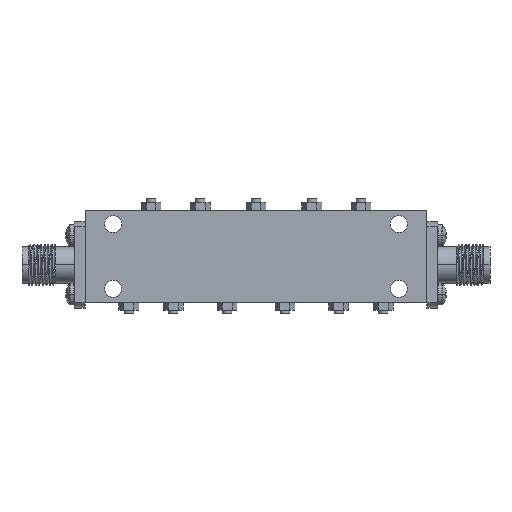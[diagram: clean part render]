
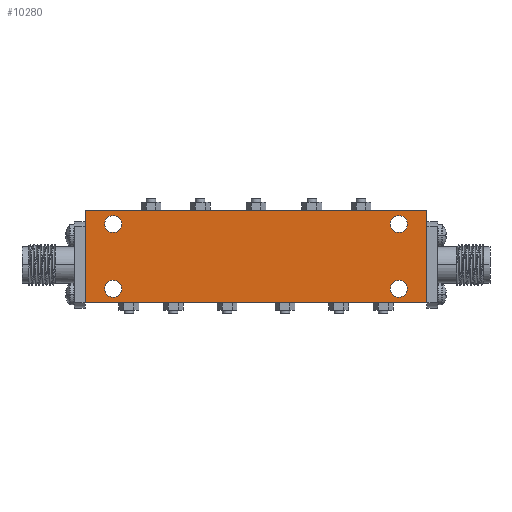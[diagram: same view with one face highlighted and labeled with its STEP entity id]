
A CAD part, front view. The second image highlights one B-rep face of the part: STEP entity #10280.
In plain terms, the highlighted planar face has unit normal (0, -1, 0).
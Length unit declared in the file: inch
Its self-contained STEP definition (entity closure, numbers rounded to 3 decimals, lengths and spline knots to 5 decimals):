
#119 = EDGE_CURVE ( 'NONE', #2406, #3195, #1959, .T. ) ;
#360 = EDGE_CURVE ( 'NONE', #20150, #6797, #19776, .T. ) ;
#853 = EDGE_CURVE ( 'NONE', #12726, #22456, #9827, .T. ) ;
#990 = CIRCLE ( 'NONE', #6508, 0.04921 ) ;
#991 = AXIS2_PLACEMENT_3D ( 'NONE', #15748, #7655, #3945 ) ;
#1068 = ORIENTED_EDGE ( 'NONE', *, *, #360, .T. ) ;
#1309 = DIRECTION ( 'NONE',  ( 0., -1., 0. ) ) ;
#1477 = PLANE ( 'NONE',  #20122 ) ;
#1526 = AXIS2_PLACEMENT_3D ( 'NONE', #8037, #12057, #18404 ) ;
#1747 = AXIS2_PLACEMENT_3D ( 'NONE', #18611, #24476, #10452 ) ;
#1839 = DIRECTION ( 'NONE',  ( 1., 0., 0. ) ) ;
#1873 = CIRCLE ( 'NONE', #14005, 0.04921 ) ;
#1959 = LINE ( 'NONE', #21709, #4326 ) ;
#2406 = VERTEX_POINT ( 'NONE', #3944 ) ;
#3195 = VERTEX_POINT ( 'NONE', #21533 ) ;
#3275 = CIRCLE ( 'NONE', #23500, 0.04921 ) ;
#3305 = DIRECTION ( 'NONE',  ( 1., 0., 0. ) ) ;
#3769 = ORIENTED_EDGE ( 'NONE', *, *, #14418, .F. ) ;
#3944 = CARTESIAN_POINT ( 'NONE',  ( 0.98425, -0.1378, -0.21654 ) ) ;
#3945 = DIRECTION ( 'NONE',  ( -1., 0., 0. ) ) ;
#4176 = CARTESIAN_POINT ( 'NONE',  ( 0.87598, -0.1378, -0.1378 ) ) ;
#4326 = VECTOR ( 'NONE', #21843, 39.37008 ) ;
#4605 = CARTESIAN_POINT ( 'NONE',  ( -0.82677, -0.1378, 0.23622 ) ) ;
#5204 = VERTEX_POINT ( 'NONE', #11785 ) ;
#5286 = CARTESIAN_POINT ( 'NONE',  ( -0.87598, -0.1378, -0.1378 ) ) ;
#5607 = VERTEX_POINT ( 'NONE', #20738 ) ;
#6040 = CARTESIAN_POINT ( 'NONE',  ( 0.98425, -0.1378, 0.31496 ) ) ;
#6169 = LINE ( 'NONE', #6040, #15065 ) ;
#6508 = AXIS2_PLACEMENT_3D ( 'NONE', #15771, #20105, #1839 ) ;
#6603 = EDGE_CURVE ( 'NONE', #22456, #12726, #990, .T. ) ;
#6790 = ORIENTED_EDGE ( 'NONE', *, *, #8338, .F. ) ;
#6797 = VERTEX_POINT ( 'NONE', #14607 ) ;
#6941 = ORIENTED_EDGE ( 'NONE', *, *, #119, .T. ) ;
#7655 = DIRECTION ( 'NONE',  ( 0., -1., 0. ) ) ;
#8037 = CARTESIAN_POINT ( 'NONE',  ( -0.82677, -0.1378, -0.1378 ) ) ;
#8201 = CIRCLE ( 'NONE', #14857, 0.04921 ) ;
#8259 = EDGE_LOOP ( 'NONE', ( #6790, #23557 ) ) ;
#8277 = AXIS2_PLACEMENT_3D ( 'NONE', #20527, #25054, #22699 ) ;
#8338 = EDGE_CURVE ( 'NONE', #10238, #5607, #1873, .T. ) ;
#8795 = EDGE_LOOP ( 'NONE', ( #9644, #13479 ) ) ;
#9058 = VERTEX_POINT ( 'NONE', #5286 ) ;
#9644 = ORIENTED_EDGE ( 'NONE', *, *, #21018, .F. ) ;
#9815 = CARTESIAN_POINT ( 'NONE',  ( -0.98425, -0.1378, 0.31496 ) ) ;
#9827 = CIRCLE ( 'NONE', #991, 0.04921 ) ;
#10081 = VECTOR ( 'NONE', #15103, 39.37008 ) ;
#10238 = VERTEX_POINT ( 'NONE', #22875 ) ;
#10280 = ADVANCED_FACE ( 'NONE', ( #17400, #25479, #15555, #25721, #11451 ), #1477, .T. ) ;
#10452 = DIRECTION ( 'NONE',  ( -1., 0., 0. ) ) ;
#10684 = CARTESIAN_POINT ( 'NONE',  ( -0.82677, -0.1378, -0.1378 ) ) ;
#11066 = VERTEX_POINT ( 'NONE', #4176 ) ;
#11161 = CARTESIAN_POINT ( 'NONE',  ( -0.98425, -0.1378, -0.21654 ) ) ;
#11247 = EDGE_LOOP ( 'NONE', ( #11774, #3769 ) ) ;
#11277 = ORIENTED_EDGE ( 'NONE', *, *, #853, .F. ) ;
#11374 = CIRCLE ( 'NONE', #1747, 0.04921 ) ;
#11451 = FACE_OUTER_BOUND ( 'NONE', #17252, .T. ) ;
#11450 = DIRECTION ( 'NONE',  ( -1., 0., 0. ) ) ;
#11774 = ORIENTED_EDGE ( 'NONE', *, *, #23501, .F. ) ;
#11785 = CARTESIAN_POINT ( 'NONE',  ( -0.77756, -0.1378, -0.1378 ) ) ;
#12004 = ORIENTED_EDGE ( 'NONE', *, *, #6603, .F. ) ;
#12057 = DIRECTION ( 'NONE',  ( 0., -1., 0. ) ) ;
#12364 = DIRECTION ( 'NONE',  ( 0., -1., 0. ) ) ;
#12598 = DIRECTION ( 'NONE',  ( 0., -1., 0. ) ) ;
#12691 = EDGE_CURVE ( 'NONE', #5607, #10238, #3275, .T. ) ;
#12726 = VERTEX_POINT ( 'NONE', #19724 ) ;
#13479 = ORIENTED_EDGE ( 'NONE', *, *, #22491, .F. ) ;
#14005 = AXIS2_PLACEMENT_3D ( 'NONE', #4605, #12598, #20631 ) ;
#14364 = VECTOR ( 'NONE', #25869, 39.37008 ) ;
#14418 = EDGE_CURVE ( 'NONE', #11066, #22329, #14512, .T. ) ;
#14512 = CIRCLE ( 'NONE', #8277, 0.04921 ) ;
#14607 = CARTESIAN_POINT ( 'NONE',  ( -0.98425, -0.1378, -0.21654 ) ) ;
#14857 = AXIS2_PLACEMENT_3D ( 'NONE', #10684, #18724, #11450 ) ;
#15065 = VECTOR ( 'NONE', #24354, 39.37008 ) ;
#15103 = DIRECTION ( 'NONE',  ( 1., 0., 0. ) ) ;
#15555 = FACE_BOUND ( 'NONE', #8259, .T. ) ;
#15748 = CARTESIAN_POINT ( 'NONE',  ( 0.82677, -0.1378, 0.23622 ) ) ;
#15771 = CARTESIAN_POINT ( 'NONE',  ( 0.82677, -0.1378, 0.23622 ) ) ;
#16642 = CIRCLE ( 'NONE', #1526, 0.04921 ) ;
#16663 = CARTESIAN_POINT ( 'NONE',  ( -0.98425, -0.1378, 0.31496 ) ) ;
#16844 = CARTESIAN_POINT ( 'NONE',  ( 0., -0.1378, 0. ) ) ;
#16901 = EDGE_CURVE ( 'NONE', #6797, #2406, #17099, .T. ) ;
#17006 = ORIENTED_EDGE ( 'NONE', *, *, #18395, .T. ) ;
#17099 = LINE ( 'NONE', #11161, #10081 ) ;
#17252 = EDGE_LOOP ( 'NONE', ( #6941, #17006, #1068, #20863 ) ) ;
#17364 = CARTESIAN_POINT ( 'NONE',  ( 0.87598, -0.1378, 0.23622 ) ) ;
#17400 = FACE_BOUND ( 'NONE', #11247, .T. ) ;
#18395 = EDGE_CURVE ( 'NONE', #3195, #20150, #6169, .T. ) ;
#18404 = DIRECTION ( 'NONE',  ( 1., 0., 0. ) ) ;
#18611 = CARTESIAN_POINT ( 'NONE',  ( 0.82677, -0.1378, -0.1378 ) ) ;
#18724 = DIRECTION ( 'NONE',  ( 0., -1., 0. ) ) ;
#19724 = CARTESIAN_POINT ( 'NONE',  ( 0.77756, -0.1378, 0.23622 ) ) ;
#19776 = LINE ( 'NONE', #9815, #14364 ) ;
#19899 = CARTESIAN_POINT ( 'NONE',  ( 0.77756, -0.1378, -0.1378 ) ) ;
#20105 = DIRECTION ( 'NONE',  ( 0., -1., 0. ) ) ;
#20122 = AXIS2_PLACEMENT_3D ( 'NONE', #16844, #12364, #22437 ) ;
#20150 = VERTEX_POINT ( 'NONE', #16663 ) ;
#20527 = CARTESIAN_POINT ( 'NONE',  ( 0.82677, -0.1378, -0.1378 ) ) ;
#20631 = DIRECTION ( 'NONE',  ( -1., 0., 0. ) ) ;
#20738 = CARTESIAN_POINT ( 'NONE',  ( -0.77756, -0.1378, 0.23622 ) ) ;
#20863 = ORIENTED_EDGE ( 'NONE', *, *, #16901, .T. ) ;
#21018 = EDGE_CURVE ( 'NONE', #9058, #5204, #8201, .T. ) ;
#21317 = CARTESIAN_POINT ( 'NONE',  ( -0.82677, -0.1378, 0.23622 ) ) ;
#21533 = CARTESIAN_POINT ( 'NONE',  ( 0.98425, -0.1378, 0.31496 ) ) ;
#21709 = CARTESIAN_POINT ( 'NONE',  ( 0.98425, -0.1378, -0.21654 ) ) ;
#21832 = EDGE_LOOP ( 'NONE', ( #11277, #12004 ) ) ;
#21843 = DIRECTION ( 'NONE',  ( 0., 0., 1. ) ) ;
#22329 = VERTEX_POINT ( 'NONE', #19899 ) ;
#22437 = DIRECTION ( 'NONE',  ( 1., 0., 0. ) ) ;
#22456 = VERTEX_POINT ( 'NONE', #17364 ) ;
#22491 = EDGE_CURVE ( 'NONE', #5204, #9058, #16642, .T. ) ;
#22699 = DIRECTION ( 'NONE',  ( 1., 0., 0. ) ) ;
#22875 = CARTESIAN_POINT ( 'NONE',  ( -0.87598, -0.1378, 0.23622 ) ) ;
#23500 = AXIS2_PLACEMENT_3D ( 'NONE', #21317, #1309, #3305 ) ;
#23501 = EDGE_CURVE ( 'NONE', #22329, #11066, #11374, .T. ) ;
#23557 = ORIENTED_EDGE ( 'NONE', *, *, #12691, .F. ) ;
#24354 = DIRECTION ( 'NONE',  ( -1., 0., 0. ) ) ;
#24476 = DIRECTION ( 'NONE',  ( 0., -1., 0. ) ) ;
#25054 = DIRECTION ( 'NONE',  ( 0., -1., 0. ) ) ;
#25479 = FACE_BOUND ( 'NONE', #21832, .T. ) ;
#25721 = FACE_BOUND ( 'NONE', #8795, .T. ) ;
#25869 = DIRECTION ( 'NONE',  ( 0., 0., -1. ) ) ;
